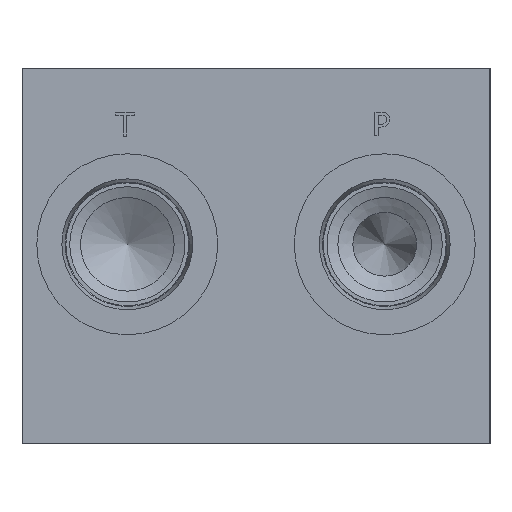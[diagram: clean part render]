
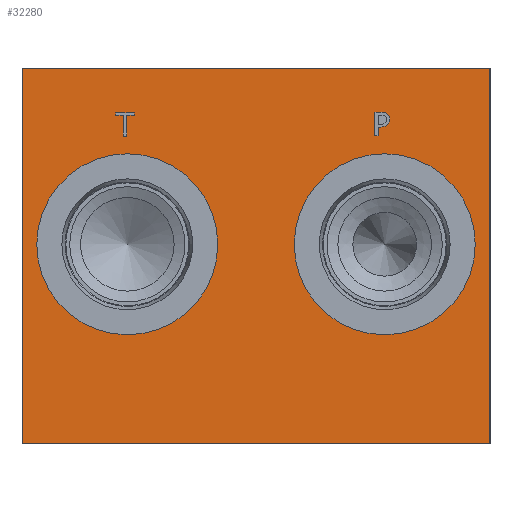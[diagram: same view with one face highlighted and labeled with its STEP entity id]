
A CAD part, left-side view. The second image highlights one B-rep face of the part: STEP entity #32280.
In plain terms, the highlighted planar face has unit normal (-1, 0, 0).
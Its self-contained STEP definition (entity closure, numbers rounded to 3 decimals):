
#894=FACE_BOUND('',#5648,.T.);
#895=FACE_BOUND('',#5649,.T.);
#896=FACE_BOUND('',#5650,.T.);
#897=FACE_BOUND('',#5651,.T.);
#1475=PLANE('',#33785);
#3774=FACE_OUTER_BOUND('',#5647,.T.);
#5647=EDGE_LOOP('',(#26408,#26409,#26410,#26411));
#5648=EDGE_LOOP('',(#26412,#26413));
#5649=EDGE_LOOP('',(#26414,#26415));
#5650=EDGE_LOOP('',(#26416,#26417,#26418,#26419,#26420,#26421,#26422,#26423));
#5651=EDGE_LOOP('',(#26424,#26425,#26426,#26427,#26428,#26429,#26430,#26431,
#26432));
#7592=B_SPLINE_CURVE_WITH_KNOTS('',2,(#51688,#51689,#51690,#51691),
 .UNSPECIFIED.,.F.,.F.,(3,1,3),(0.,1.,2.),.UNSPECIFIED.);
#7594=B_SPLINE_CURVE_WITH_KNOTS('',2,(#51709,#51710,#51711,#51712),
 .UNSPECIFIED.,.F.,.F.,(3,1,3),(0.,1.,2.),.UNSPECIFIED.);
#7596=B_SPLINE_CURVE_WITH_KNOTS('',2,(#51758,#51759,#51760,#51761),
 .UNSPECIFIED.,.F.,.F.,(3,1,3),(0.,1.,2.),.UNSPECIFIED.);
#7598=B_SPLINE_CURVE_WITH_KNOTS('',2,(#51776,#51777,#51778,#51779),
 .UNSPECIFIED.,.F.,.F.,(3,1,3),(0.,1.,2.),.UNSPECIFIED.);
#7941=CIRCLE('',#33786,24.562);
#7942=CIRCLE('',#33787,24.562);
#7943=CIRCLE('',#33788,24.562);
#7944=CIRCLE('',#33789,24.562);
#8774=LINE('',#42426,#11513);
#8975=LINE('',#43788,#11714);
#9288=LINE('',#45704,#12027);
#10291=LINE('',#51721,#13030);
#10294=LINE('',#51727,#13033);
#10297=LINE('',#51733,#13036);
#10300=LINE('',#51739,#13039);
#10303=LINE('',#51745,#13042);
#10307=LINE('',#51786,#13046);
#10308=LINE('',#51797,#13047);
#10309=LINE('',#51799,#13048);
#10310=LINE('',#51801,#13049);
#10311=LINE('',#51803,#13050);
#10312=LINE('',#51805,#13051);
#10313=LINE('',#51807,#13052);
#10314=LINE('',#51809,#13053);
#10315=LINE('',#51810,#13054);
#11513=VECTOR('',#35467,10.);
#11714=VECTOR('',#35806,10.);
#12027=VECTOR('',#36191,10.);
#13030=VECTOR('',#37906,10.);
#13033=VECTOR('',#37911,10.);
#13036=VECTOR('',#37916,10.);
#13039=VECTOR('',#37921,10.);
#13042=VECTOR('',#37926,10.);
#13046=VECTOR('',#37934,10.);
#13047=VECTOR('',#37943,10.);
#13048=VECTOR('',#37944,10.);
#13049=VECTOR('',#37945,10.);
#13050=VECTOR('',#37946,10.);
#13051=VECTOR('',#37947,10.);
#13052=VECTOR('',#37948,10.);
#13053=VECTOR('',#37949,10.);
#13054=VECTOR('',#37950,10.);
#14242=VERTEX_POINT('',#42422);
#14244=VERTEX_POINT('',#42425);
#14528=VERTEX_POINT('',#43786);
#15055=VERTEX_POINT('',#45703);
#15947=VERTEX_POINT('',#51686);
#15948=VERTEX_POINT('',#51687);
#15951=VERTEX_POINT('',#51708);
#15953=VERTEX_POINT('',#51720);
#15955=VERTEX_POINT('',#51726);
#15957=VERTEX_POINT('',#51732);
#15959=VERTEX_POINT('',#51738);
#15961=VERTEX_POINT('',#51744);
#15963=VERTEX_POINT('',#51757);
#15965=VERTEX_POINT('',#51787);
#15966=VERTEX_POINT('',#51788);
#15967=VERTEX_POINT('',#51791);
#15968=VERTEX_POINT('',#51792);
#15969=VERTEX_POINT('',#51795);
#15970=VERTEX_POINT('',#51796);
#15971=VERTEX_POINT('',#51798);
#15972=VERTEX_POINT('',#51800);
#15973=VERTEX_POINT('',#51802);
#15974=VERTEX_POINT('',#51804);
#15975=VERTEX_POINT('',#51806);
#15976=VERTEX_POINT('',#51808);
#17440=EDGE_CURVE('',#14244,#14242,#8774,.T.);
#17795=EDGE_CURVE('',#14242,#14528,#8975,.T.);
#18354=EDGE_CURVE('',#14244,#15055,#9288,.T.);
#19786=EDGE_CURVE('',#15947,#15948,#7592,.T.);
#19790=EDGE_CURVE('',#15951,#15947,#7594,.T.);
#19793=EDGE_CURVE('',#15953,#15951,#10291,.T.);
#19796=EDGE_CURVE('',#15955,#15953,#10294,.T.);
#19799=EDGE_CURVE('',#15957,#15955,#10297,.T.);
#19802=EDGE_CURVE('',#15959,#15957,#10300,.T.);
#19805=EDGE_CURVE('',#15961,#15959,#10303,.T.);
#19808=EDGE_CURVE('',#15963,#15961,#7596,.T.);
#19811=EDGE_CURVE('',#15948,#15963,#7598,.T.);
#19813=EDGE_CURVE('',#15055,#14528,#10307,.T.);
#19814=EDGE_CURVE('',#15965,#15966,#7941,.T.);
#19815=EDGE_CURVE('',#15966,#15965,#7942,.T.);
#19816=EDGE_CURVE('',#15967,#15968,#7943,.T.);
#19817=EDGE_CURVE('',#15968,#15967,#7944,.T.);
#19818=EDGE_CURVE('',#15969,#15970,#10308,.T.);
#19819=EDGE_CURVE('',#15970,#15971,#10309,.T.);
#19820=EDGE_CURVE('',#15971,#15972,#10310,.T.);
#19821=EDGE_CURVE('',#15972,#15973,#10311,.T.);
#19822=EDGE_CURVE('',#15973,#15974,#10312,.T.);
#19823=EDGE_CURVE('',#15974,#15975,#10313,.T.);
#19824=EDGE_CURVE('',#15975,#15976,#10314,.T.);
#19825=EDGE_CURVE('',#15976,#15969,#10315,.T.);
#26408=ORIENTED_EDGE('',*,*,#17440,.T.);
#26409=ORIENTED_EDGE('',*,*,#17795,.T.);
#26410=ORIENTED_EDGE('',*,*,#19813,.F.);
#26411=ORIENTED_EDGE('',*,*,#18354,.F.);
#26412=ORIENTED_EDGE('',*,*,#19814,.T.);
#26413=ORIENTED_EDGE('',*,*,#19815,.T.);
#26414=ORIENTED_EDGE('',*,*,#19816,.T.);
#26415=ORIENTED_EDGE('',*,*,#19817,.T.);
#26416=ORIENTED_EDGE('',*,*,#19818,.T.);
#26417=ORIENTED_EDGE('',*,*,#19819,.T.);
#26418=ORIENTED_EDGE('',*,*,#19820,.T.);
#26419=ORIENTED_EDGE('',*,*,#19821,.T.);
#26420=ORIENTED_EDGE('',*,*,#19822,.T.);
#26421=ORIENTED_EDGE('',*,*,#19823,.T.);
#26422=ORIENTED_EDGE('',*,*,#19824,.T.);
#26423=ORIENTED_EDGE('',*,*,#19825,.T.);
#26424=ORIENTED_EDGE('',*,*,#19786,.T.);
#26425=ORIENTED_EDGE('',*,*,#19811,.T.);
#26426=ORIENTED_EDGE('',*,*,#19808,.T.);
#26427=ORIENTED_EDGE('',*,*,#19805,.T.);
#26428=ORIENTED_EDGE('',*,*,#19802,.T.);
#26429=ORIENTED_EDGE('',*,*,#19799,.T.);
#26430=ORIENTED_EDGE('',*,*,#19796,.T.);
#26431=ORIENTED_EDGE('',*,*,#19793,.T.);
#26432=ORIENTED_EDGE('',*,*,#19790,.T.);
#32280=ADVANCED_FACE('',(#3774,#894,#895,#896,#897),#1475,.T.);
#33785=AXIS2_PLACEMENT_3D('',#51785,#37932,#37933);
#33786=AXIS2_PLACEMENT_3D('',#51789,#37935,#37936);
#33787=AXIS2_PLACEMENT_3D('',#51790,#37937,#37938);
#33788=AXIS2_PLACEMENT_3D('',#51793,#37939,#37940);
#33789=AXIS2_PLACEMENT_3D('',#51794,#37941,#37942);
#35467=DIRECTION('',(0.,-1.,0.));
#35806=DIRECTION('',(0.,0.,1.));
#36191=DIRECTION('',(0.,0.,1.));
#37906=DIRECTION('',(0.,-1.,0.));
#37911=DIRECTION('',(0.,0.,1.));
#37916=DIRECTION('',(0.,1.,0.));
#37921=DIRECTION('',(0.,0.,-1.));
#37926=DIRECTION('',(0.,1.,0.));
#37932=DIRECTION('center_axis',(-1.,0.,0.));
#37933=DIRECTION('ref_axis',(0.,-1.,0.));
#37934=DIRECTION('',(0.,-1.,0.));
#37935=DIRECTION('center_axis',(1.,0.,0.));
#37936=DIRECTION('ref_axis',(0.,0.,1.));
#37937=DIRECTION('center_axis',(1.,0.,0.));
#37938=DIRECTION('ref_axis',(0.,0.,1.));
#37939=DIRECTION('center_axis',(1.,0.,0.));
#37940=DIRECTION('ref_axis',(0.,1.,0.));
#37941=DIRECTION('center_axis',(1.,0.,0.));
#37942=DIRECTION('ref_axis',(0.,1.,0.));
#37943=DIRECTION('',(0.,1.,0.));
#37944=DIRECTION('',(0.,0.,1.));
#37945=DIRECTION('',(0.,1.,0.));
#37946=DIRECTION('',(0.,0.,1.));
#37947=DIRECTION('',(0.,-1.,0.));
#37948=DIRECTION('',(0.,0.,-1.));
#37949=DIRECTION('',(0.,1.,0.));
#37950=DIRECTION('',(0.,0.,-1.));
#42422=CARTESIAN_POINT('',(0.,0.,0.));
#42425=CARTESIAN_POINT('',(0.,127.,0.));
#42426=CARTESIAN_POINT('',(0.,127.,0.));
#43786=CARTESIAN_POINT('',(0.,0.,101.6));
#43788=CARTESIAN_POINT('',(0.,0.,0.));
#45703=CARTESIAN_POINT('',(0.,127.,101.6));
#45704=CARTESIAN_POINT('',(0.,127.,0.));
#51686=CARTESIAN_POINT('',(0.,27.976,89.393));
#51687=CARTESIAN_POINT('',(0.,27.22,87.875));
#51688=CARTESIAN_POINT('Ctrl Pts',(0.,27.976,89.393));
#51689=CARTESIAN_POINT('Ctrl Pts',(0.,27.621,89.151));
#51690=CARTESIAN_POINT('Ctrl Pts',(0.,27.22,88.405));
#51691=CARTESIAN_POINT('Ctrl Pts',(0.,27.22,87.875));
#51708=CARTESIAN_POINT('',(0.,29.639,89.789));
#51709=CARTESIAN_POINT('Ctrl Pts',(0.,29.639,89.789));
#51710=CARTESIAN_POINT('Ctrl Pts',(0.,29.073,89.789));
#51711=CARTESIAN_POINT('Ctrl Pts',(0.,28.28,89.604));
#51712=CARTESIAN_POINT('Ctrl Pts',(0.,27.976,89.393));
#51720=CARTESIAN_POINT('',(0.,31.234,89.789));
#51721=CARTESIAN_POINT('',(0.,79.117,89.789));
#51726=CARTESIAN_POINT('',(0.,31.234,83.439));
#51727=CARTESIAN_POINT('',(0.,31.234,41.719));
#51732=CARTESIAN_POINT('',(0.,30.39,83.439));
#51733=CARTESIAN_POINT('',(0.,78.695,83.439));
#51738=CARTESIAN_POINT('',(0.,30.39,85.806));
#51739=CARTESIAN_POINT('',(0.,30.39,42.903));
#51744=CARTESIAN_POINT('',(0.,29.675,85.806));
#51745=CARTESIAN_POINT('',(0.,78.337,85.806));
#51757=CARTESIAN_POINT('',(0.,27.776,86.465));
#51758=CARTESIAN_POINT('Ctrl Pts',(0.,27.776,86.465));
#51759=CARTESIAN_POINT('Ctrl Pts',(0.,28.105,86.141));
#51760=CARTESIAN_POINT('Ctrl Pts',(0.,28.995,85.806));
#51761=CARTESIAN_POINT('Ctrl Pts',(0.,29.675,85.806));
#51776=CARTESIAN_POINT('Ctrl Pts',(0.,27.22,87.875));
#51777=CARTESIAN_POINT('Ctrl Pts',(0.,27.22,87.463));
#51778=CARTESIAN_POINT('Ctrl Pts',(0.,27.513,86.722));
#51779=CARTESIAN_POINT('Ctrl Pts',(0.,27.776,86.465));
#51785=CARTESIAN_POINT('Origin',(0.,127.,0.));
#51786=CARTESIAN_POINT('',(0.,127.,101.6));
#51787=CARTESIAN_POINT('',(0.,98.425,78.537));
#51788=CARTESIAN_POINT('',(0.,98.425,29.413));
#51789=CARTESIAN_POINT('Origin',(0.,98.425,53.975));
#51790=CARTESIAN_POINT('Origin',(0.,98.425,53.975));
#51791=CARTESIAN_POINT('',(0.,53.137,53.975));
#51792=CARTESIAN_POINT('',(0.,4.013,53.975));
#51793=CARTESIAN_POINT('Origin',(0.,28.575,53.975));
#51794=CARTESIAN_POINT('Origin',(0.,28.575,53.975));
#51795=CARTESIAN_POINT('',(0.,98.631,83.344));
#51796=CARTESIAN_POINT('',(0.,99.475,83.344));
#51797=CARTESIAN_POINT('',(0.,112.815,83.344));
#51798=CARTESIAN_POINT('',(0.,99.475,88.942));
#51799=CARTESIAN_POINT('',(0.,99.475,41.672));
#51800=CARTESIAN_POINT('',(0.,101.605,88.942));
#51801=CARTESIAN_POINT('',(0.,113.237,88.942));
#51802=CARTESIAN_POINT('',(0.,101.605,89.694));
#51803=CARTESIAN_POINT('',(0.,101.605,44.471));
#51804=CARTESIAN_POINT('',(0.,96.5,89.694));
#51805=CARTESIAN_POINT('',(0.,114.303,89.694));
#51806=CARTESIAN_POINT('',(0.,96.5,88.942));
#51807=CARTESIAN_POINT('',(0.,96.5,44.847));
#51808=CARTESIAN_POINT('',(0.,98.631,88.942));
#51809=CARTESIAN_POINT('',(0.,111.75,88.942));
#51810=CARTESIAN_POINT('',(0.,98.631,44.471));
